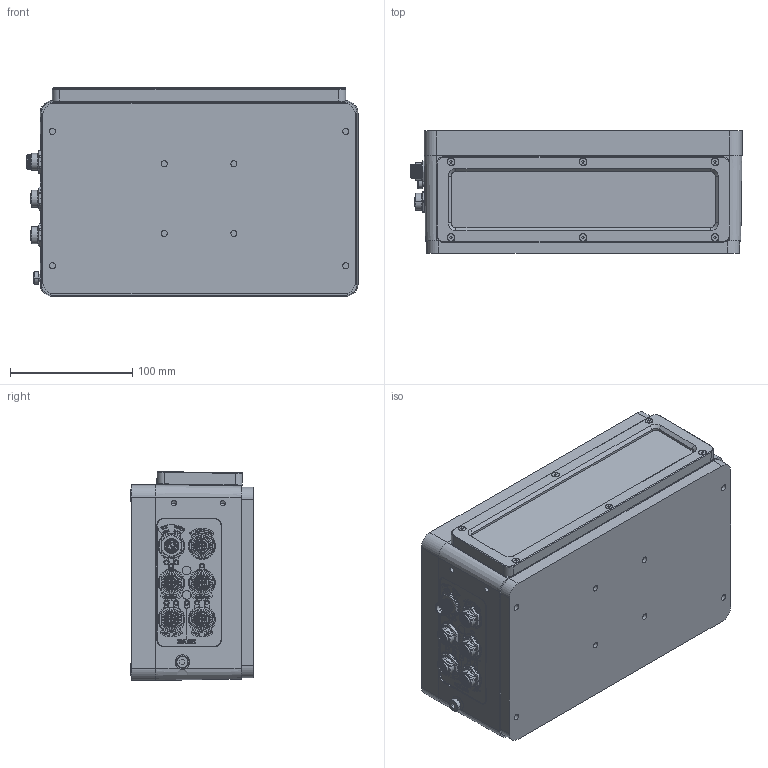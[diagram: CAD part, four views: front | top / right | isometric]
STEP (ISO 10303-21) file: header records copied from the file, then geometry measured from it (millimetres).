
FILE_DESCRIPTION((''),'2;1');
FILE_NAME('CAD-8610_SW0001','2023-03-02T07:04:45',('creinig-se'),(''),'CREO PARAMETRIC BY PTC INC, 2019292','CREO PARAMETRIC BY PTC INC, 2019292','');
FILE_SCHEMA(('CONFIG_CONTROL_DESIGN','SHAPE_APPEARANCE_LAYERS_GROUPS'));
Products named in the file (1): CAD-8610_SW0001
Bounding box: 271.63 x 100.3 x 170.79 mm (x, y, z)
Volume: 4133868.3 mm3; surface area: 259334.5 mm2
Topology: 1 solids, 6 shells, 3681 faces, 10015 edges, 6567 vertices
Faces by surface type: plane 2095, cylinder 643, extrusion 488, cone 230, torus 139, bspline 86
Entity records: 181018 total; most frequent: CARTESIAN_POINT 61437, ORIENTED_EDGE 19994, DIRECTION 17060, EDGE_CURVE 9997, VECTOR 7090, LINE 6602, VERTEX_POINT 6567, AXIS2_PLACEMENT_3D 4985
